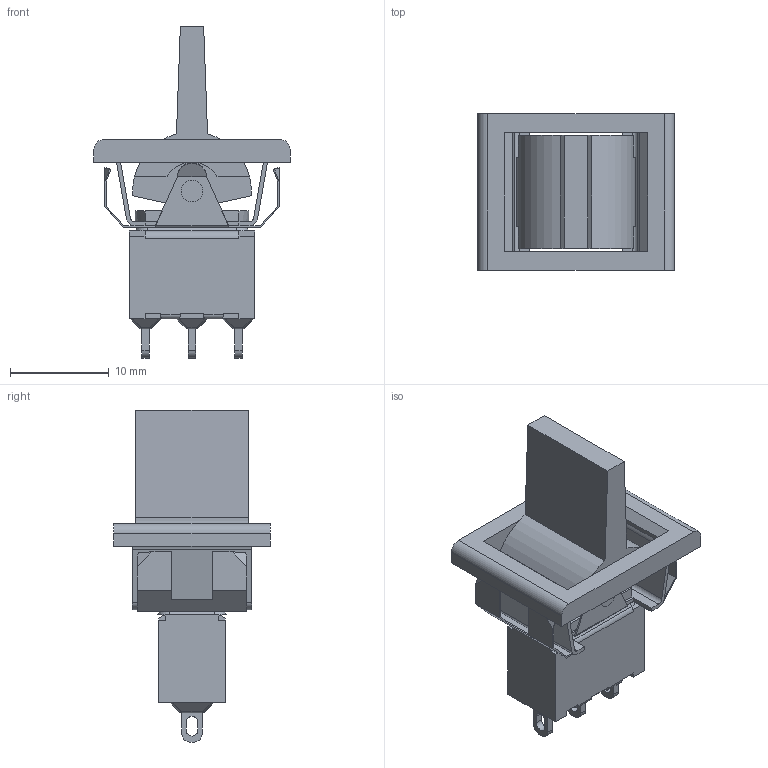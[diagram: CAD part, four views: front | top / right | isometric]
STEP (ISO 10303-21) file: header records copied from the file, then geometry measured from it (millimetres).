
FILE_DESCRIPTION((' '),'2;1');
FILE_NAME('300SPxR7xxxM1xExxx.stp','2017-07-21T15:00:40',(' '),(' '),' ','ACIS',' ');
FILE_SCHEMA(('CONFIG_CONTROL_DESIGN'));
Length unit declared in the file: inch
Products named in the file (1): 300SPxR7xxxM1xExxx.stp
Bounding box: 19.85 x 15.8 x 33.59 mm (x, y, z)
Volume: 2059.4 mm3; surface area: 3403.1 mm2
Topology: 1 solids, 5 shells, 418 faces, 1091 edges, 682 vertices
Faces by surface type: plane 324, cylinder 78, sphere 12, cone 4
Full cylindrical faces by diameter (mm): 2.2 x4, 3.2 x1, 5.2 x1
Entity records: 12706 total; most frequent: CARTESIAN_POINT 2188, ORIENTED_EDGE 2174, DIRECTION 2135, EDGE_CURVE 1087, VECTOR 877, LINE 877, VERTEX_POINT 682, AXIS2_PLACEMENT_3D 629
